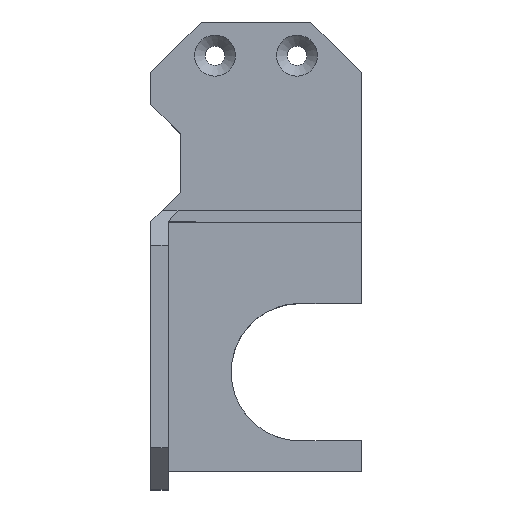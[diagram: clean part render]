
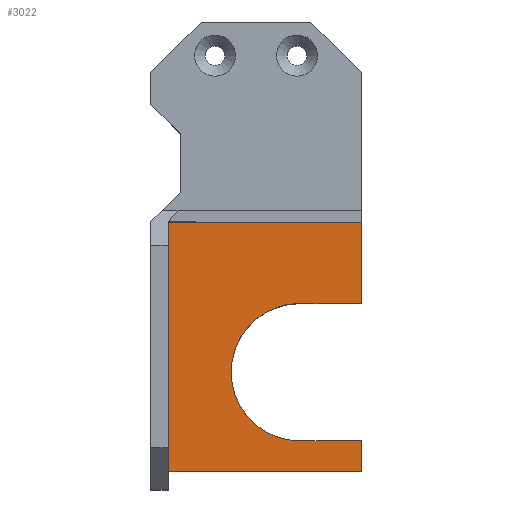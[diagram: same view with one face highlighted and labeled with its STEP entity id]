
A CAD part, top view. The second image highlights one B-rep face of the part: STEP entity #3022.
In plain terms, the highlighted planar face has unit normal (0, 0, 1).
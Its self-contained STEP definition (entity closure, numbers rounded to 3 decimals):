
#169=LINE('',#4181,#460);
#199=LINE('',#4249,#490);
#285=LINE('',#4457,#576);
#286=LINE('',#4458,#577);
#287=LINE('',#4460,#578);
#288=LINE('',#4464,#579);
#289=LINE('',#4466,#580);
#460=VECTOR('',#3426,1000.);
#490=VECTOR('',#3478,1000.);
#576=VECTOR('',#3636,1000.);
#577=VECTOR('',#3637,1000.);
#578=VECTOR('',#3638,1000.);
#579=VECTOR('',#3641,1000.);
#580=VECTOR('',#3642,1000.);
#950=ORIENTED_EDGE('',*,*,#1688,.T.);
#951=ORIENTED_EDGE('',*,*,#1793,.T.);
#952=ORIENTED_EDGE('',*,*,#1654,.T.);
#953=ORIENTED_EDGE('',*,*,#1794,.T.);
#954=ORIENTED_EDGE('',*,*,#1795,.T.);
#955=ORIENTED_EDGE('',*,*,#1796,.T.);
#956=ORIENTED_EDGE('',*,*,#1797,.T.);
#957=ORIENTED_EDGE('',*,*,#1798,.T.);
#1654=EDGE_CURVE('',#2104,#2103,#169,.T.);
#1688=EDGE_CURVE('',#2131,#2130,#199,.T.);
#1793=EDGE_CURVE('',#2130,#2104,#285,.T.);
#1794=EDGE_CURVE('',#2103,#2217,#286,.T.);
#1795=EDGE_CURVE('',#2217,#2218,#287,.T.);
#1796=EDGE_CURVE('',#2218,#2219,#2409,.T.);
#1797=EDGE_CURVE('',#2219,#2220,#288,.T.);
#1798=EDGE_CURVE('',#2220,#2131,#289,.T.);
#2103=VERTEX_POINT('',#4180);
#2104=VERTEX_POINT('',#4182);
#2130=VERTEX_POINT('',#4248);
#2131=VERTEX_POINT('',#4250);
#2217=VERTEX_POINT('',#4459);
#2218=VERTEX_POINT('',#4461);
#2219=VERTEX_POINT('',#4463);
#2220=VERTEX_POINT('',#4465);
#2409=CIRCLE('',#3221,11.75);
#2506=EDGE_LOOP('',(#950,#951,#952,#953,#954,#955,#956,#957));
#2725=FACE_BOUND('',#2506,.T.);
#2917=PLANE('',#3220);
#3022=ADVANCED_FACE('',(#2725),#2917,.T.);
#3220=AXIS2_PLACEMENT_3D('',#4456,#3634,#3635);
#3221=AXIS2_PLACEMENT_3D('',#4462,#3639,#3640);
#3426=DIRECTION('',(1.,0.,0.));
#3478=DIRECTION('',(-1.,0.,0.));
#3634=DIRECTION('',(0.,0.,1.));
#3635=DIRECTION('',(0.,-1.,0.));
#3636=DIRECTION('',(0.,-1.,0.));
#3637=DIRECTION('',(0.,1.,0.));
#3638=DIRECTION('',(-1.,0.,0.));
#3639=DIRECTION('',(0.,0.,-1.));
#3640=DIRECTION('',(0.,-1.,0.));
#3641=DIRECTION('',(1.,0.,0.));
#3642=DIRECTION('',(0.,1.,0.));
#4180=CARTESIAN_POINT('',(19.95,-35.739,17.998));
#4181=CARTESIAN_POINT('',(3.45,-35.739,17.998));
#4182=CARTESIAN_POINT('',(-13.05,-35.739,17.998));
#4248=CARTESIAN_POINT('',(-13.05,6.853,17.998));
#4249=CARTESIAN_POINT('',(3.45,6.853,17.998));
#4250=CARTESIAN_POINT('',(19.95,6.853,17.998));
#4456=CARTESIAN_POINT('',(-13.06,6.863,17.998));
#4457=CARTESIAN_POINT('',(-13.05,-14.443,17.998));
#4458=CARTESIAN_POINT('',(19.95,-33.114,17.998));
#4459=CARTESIAN_POINT('',(19.95,-30.49,17.998));
#4460=CARTESIAN_POINT('',(14.7,-30.49,17.998));
#4461=CARTESIAN_POINT('',(9.45,-30.49,17.998));
#4462=CARTESIAN_POINT('',(9.45,-18.74,17.998));
#4463=CARTESIAN_POINT('',(9.45,-6.99,17.998));
#4464=CARTESIAN_POINT('',(14.7,-6.99,17.998));
#4465=CARTESIAN_POINT('',(19.95,-6.99,17.998));
#4466=CARTESIAN_POINT('',(19.95,-0.068,17.998));
